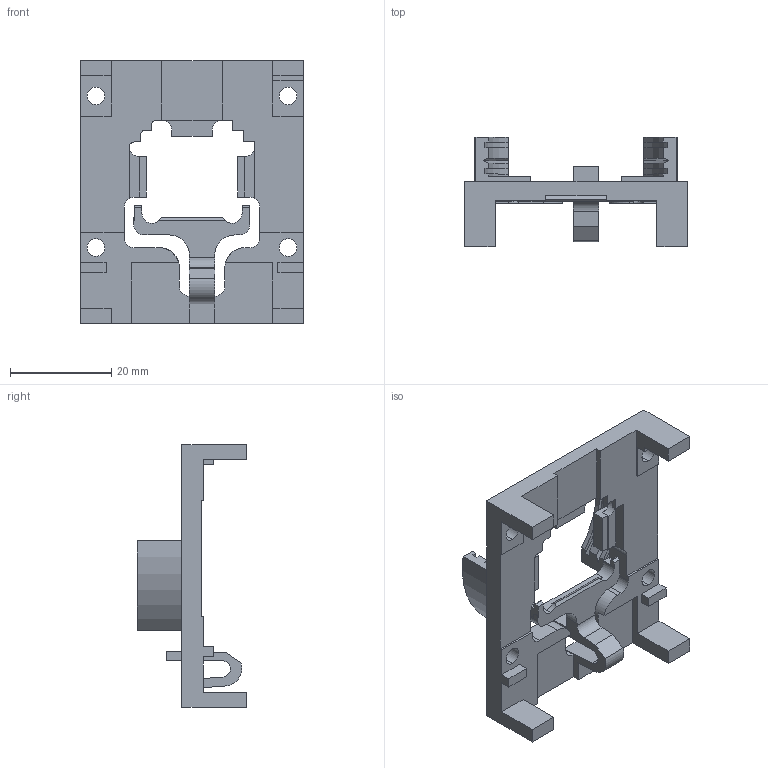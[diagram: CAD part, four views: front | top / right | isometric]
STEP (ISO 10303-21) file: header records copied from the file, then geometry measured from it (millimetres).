
FILE_DESCRIPTION (( 'STEP AP203' ), '1' );
FILE_NAME ('Holder_milled_2019-05-22.STEP', '2019-05-22T15:35:05', ( '' ), ( '' ), 'SwSTEP 2.0', 'SolidWorks 2017', '' );
FILE_SCHEMA (( 'CONFIG_CONTROL_DESIGN' ));
Length unit declared in the file: millimetre
Products named in the file (1): Holder_milled_2019-05-22
Bounding box: 44 x 21.6 x 52 mm (x, y, z)
Volume: 7791.2 mm3; surface area: 7003.8 mm2
Topology: 1 solids, 1 shells, 195 faces, 575 edges, 381 vertices
Faces by surface type: plane 139, cylinder 52, cone 4
Entity records: 6573 total; most frequent: CARTESIAN_POINT 1188, ORIENTED_EDGE 1150, DIRECTION 1070, EDGE_CURVE 575, VECTOR 448, LINE 448, VERTEX_POINT 381, AXIS2_PLACEMENT_3D 311
